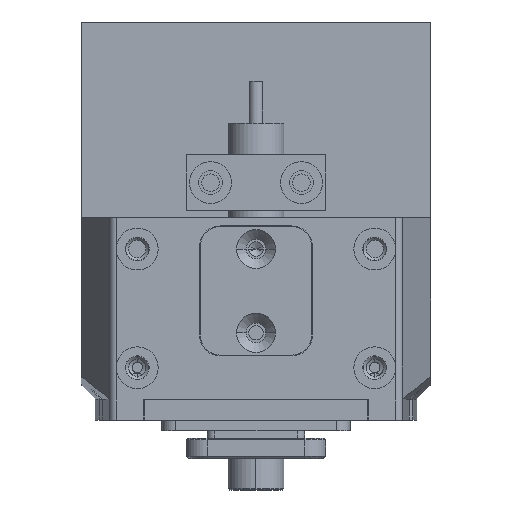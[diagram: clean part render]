
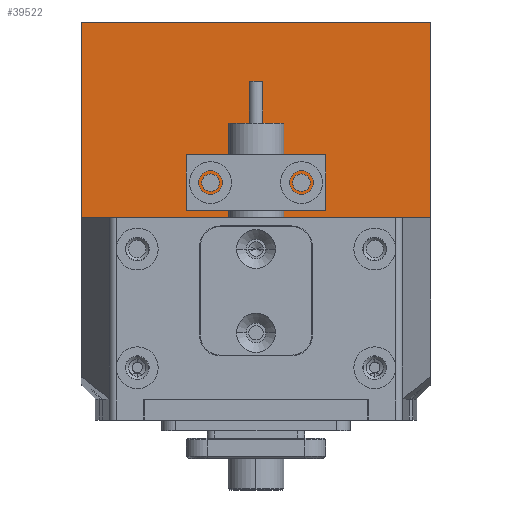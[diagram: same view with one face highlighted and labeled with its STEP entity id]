
A CAD part, left-side view. The second image highlights one B-rep face of the part: STEP entity #39522.
In plain terms, the highlighted planar face has unit normal (-1, 0, 0).
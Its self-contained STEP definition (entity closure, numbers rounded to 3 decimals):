
#2129 = DIRECTION ( 'NONE',  ( 0., 0., -1. ) ) ;
#2395 = EDGE_CURVE ( 'NONE', #20822, #19726, #30330, .T. ) ;
#2524 = CARTESIAN_POINT ( 'NONE',  ( -33.185, 12.52, 102.911 ) ) ;
#2883 = LINE ( 'NONE', #26409, #21848 ) ;
#4028 = ORIENTED_EDGE ( 'NONE', *, *, #9460, .F. ) ;
#4355 = EDGE_CURVE ( 'NONE', #19515, #20822, #27237, .T. ) ;
#4550 = FACE_BOUND ( 'NONE', #27846, .T. ) ;
#4859 = CARTESIAN_POINT ( 'NONE',  ( -33.185, -18.98, 99.161 ) ) ;
#5225 = VECTOR ( 'NONE', #47269, 1000. ) ;
#6362 = ORIENTED_EDGE ( 'NONE', *, *, #14044, .F. ) ;
#7401 = DIRECTION ( 'NONE',  ( 0., 0., 1. ) ) ;
#8274 = VERTEX_POINT ( 'NONE', #2524 ) ;
#8910 = CARTESIAN_POINT ( 'NONE',  ( -33.185, -0.48, 104.161 ) ) ;
#9460 = EDGE_CURVE ( 'NONE', #40043, #8274, #26239, .T. ) ;
#9878 = VERTEX_POINT ( 'NONE', #24735 ) ;
#12090 = ORIENTED_EDGE ( 'NONE', *, *, #4355, .F. ) ;
#13700 = DIRECTION ( 'NONE',  ( 1., 0., 0. ) ) ;
#14044 = EDGE_CURVE ( 'NONE', #47060, #9878, #31782, .T. ) ;
#14672 = AXIS2_PLACEMENT_3D ( 'NONE', #15180, #41567, #33579 ) ;
#14915 = CARTESIAN_POINT ( 'NONE',  ( -33.185, -18.98, 99.161 ) ) ;
#15180 = CARTESIAN_POINT ( 'NONE',  ( -33.185, 12.52, 104.161 ) ) ;
#16396 = DIRECTION ( 'NONE',  ( -1., 0., 0. ) ) ;
#16561 = EDGE_CURVE ( 'NONE', #8274, #40043, #41215, .T. ) ;
#16849 = DIRECTION ( 'NONE',  ( 0., 0., -1. ) ) ;
#16924 = EDGE_CURVE ( 'NONE', #9878, #47060, #25692, .T. ) ;
#19171 = AXIS2_PLACEMENT_3D ( 'NONE', #43118, #16396, #31474 ) ;
#19515 = VERTEX_POINT ( 'NONE', #41673 ) ;
#19686 = CARTESIAN_POINT ( 'NONE',  ( -33.185, -0.48, 104.161 ) ) ;
#19726 = VERTEX_POINT ( 'NONE', #31819 ) ;
#19852 = DIRECTION ( 'NONE',  ( -1., 0., 0. ) ) ;
#20402 = VERTEX_POINT ( 'NONE', #48063 ) ;
#20476 = ORIENTED_EDGE ( 'NONE', *, *, #45685, .T. ) ;
#20664 = CARTESIAN_POINT ( 'NONE',  ( -33.185, -18.98, 99.161 ) ) ;
#20822 = VERTEX_POINT ( 'NONE', #4859 ) ;
#21057 = EDGE_LOOP ( 'NONE', ( #21374, #42138, #12090, #20476 ) ) ;
#21374 = ORIENTED_EDGE ( 'NONE', *, *, #26416, .T. ) ;
#21848 = VECTOR ( 'NONE', #34244, 1000. ) ;
#24275 = CARTESIAN_POINT ( 'NONE',  ( -33.185, -0.48, 102.911 ) ) ;
#24735 = CARTESIAN_POINT ( 'NONE',  ( -33.185, -0.48, 105.411 ) ) ;
#25692 = CIRCLE ( 'NONE', #45953, 1.25 ) ;
#26239 = CIRCLE ( 'NONE', #14672, 1.25 ) ;
#26409 = CARTESIAN_POINT ( 'NONE',  ( -33.185, 31.02, 99.161 ) ) ;
#26416 = EDGE_CURVE ( 'NONE', #20402, #19726, #2883, .T. ) ;
#27237 = LINE ( 'NONE', #14915, #45737 ) ;
#27846 = EDGE_LOOP ( 'NONE', ( #30616, #6362 ) ) ;
#28101 = CARTESIAN_POINT ( 'NONE',  ( -33.185, 6.02, 127.161 ) ) ;
#28749 = PLANE ( 'NONE',  #29101 ) ;
#28836 = FACE_BOUND ( 'NONE', #49077, .T. ) ;
#29101 = AXIS2_PLACEMENT_3D ( 'NONE', #20664, #13700, #16849 ) ;
#29167 = ORIENTED_EDGE ( 'NONE', *, *, #16561, .F. ) ;
#30330 = LINE ( 'NONE', #47098, #44043 ) ;
#30616 = ORIENTED_EDGE ( 'NONE', *, *, #16924, .F. ) ;
#31474 = DIRECTION ( 'NONE',  ( 0., 0., 1. ) ) ;
#31782 = CIRCLE ( 'NONE', #43599, 1.25 ) ;
#31819 = CARTESIAN_POINT ( 'NONE',  ( -33.185, 31.02, 99.161 ) ) ;
#32259 = DIRECTION ( 'NONE',  ( 0., 1., 0. ) ) ;
#33523 = CARTESIAN_POINT ( 'NONE',  ( -33.185, 12.52, 105.411 ) ) ;
#33579 = DIRECTION ( 'NONE',  ( 0., 0., 1. ) ) ;
#34244 = DIRECTION ( 'NONE',  ( 0., 0., -1. ) ) ;
#35110 = DIRECTION ( 'NONE',  ( -1., 0., 0. ) ) ;
#38450 = LINE ( 'NONE', #28101, #5225 ) ;
#39522 = ADVANCED_FACE ( 'NONE', ( #41962, #28836, #4550 ), #28749, .F. ) ;
#40043 = VERTEX_POINT ( 'NONE', #33523 ) ;
#41215 = CIRCLE ( 'NONE', #19171, 1.25 ) ;
#41567 = DIRECTION ( 'NONE',  ( -1., 0., 0. ) ) ;
#41673 = CARTESIAN_POINT ( 'NONE',  ( -33.185, -18.98, 127.161 ) ) ;
#41962 = FACE_OUTER_BOUND ( 'NONE', #21057, .T. ) ;
#42138 = ORIENTED_EDGE ( 'NONE', *, *, #2395, .F. ) ;
#42749 = DIRECTION ( 'NONE',  ( 0., 0., 1. ) ) ;
#43118 = CARTESIAN_POINT ( 'NONE',  ( -33.185, 12.52, 104.161 ) ) ;
#43599 = AXIS2_PLACEMENT_3D ( 'NONE', #8910, #35110, #42749 ) ;
#44043 = VECTOR ( 'NONE', #32259, 1000. ) ;
#45685 = EDGE_CURVE ( 'NONE', #19515, #20402, #38450, .T. ) ;
#45737 = VECTOR ( 'NONE', #2129, 1000. ) ;
#45953 = AXIS2_PLACEMENT_3D ( 'NONE', #19686, #19852, #7401 ) ;
#47060 = VERTEX_POINT ( 'NONE', #24275 ) ;
#47098 = CARTESIAN_POINT ( 'NONE',  ( -33.185, -18.98, 99.161 ) ) ;
#47269 = DIRECTION ( 'NONE',  ( 0., 1., 0. ) ) ;
#48063 = CARTESIAN_POINT ( 'NONE',  ( -33.185, 31.02, 127.161 ) ) ;
#49077 = EDGE_LOOP ( 'NONE', ( #4028, #29167 ) ) ;
